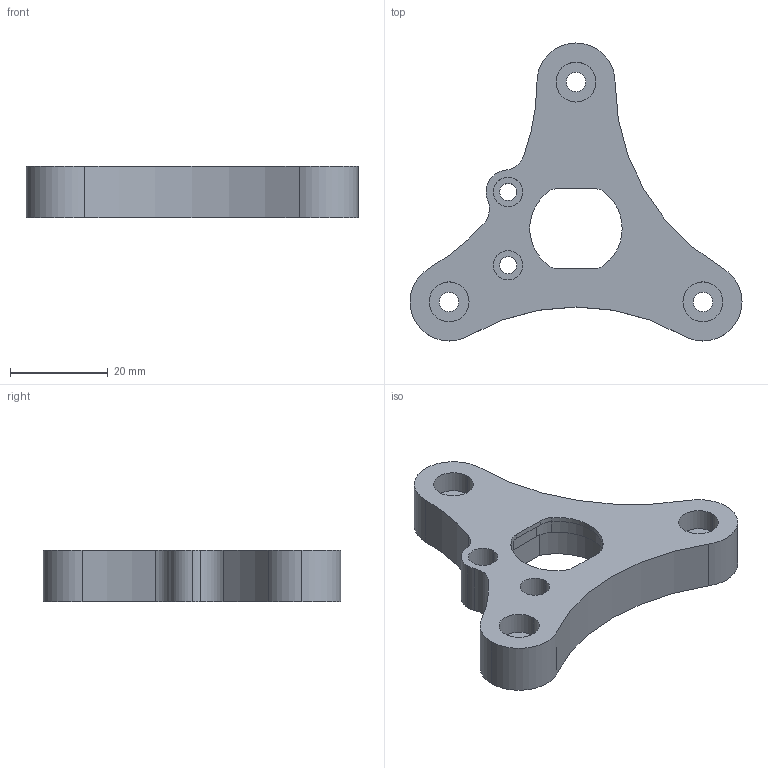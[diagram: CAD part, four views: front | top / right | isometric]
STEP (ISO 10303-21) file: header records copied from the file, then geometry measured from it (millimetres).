
FILE_DESCRIPTION (( 'STEP AP214' ), '1' );
FILE_NAME ('BIQU_H2_Plate.STEP', '2021-08-15T10:40:20', ( '' ), ( '' ), 'SwSTEP 2.0', 'SolidWorks 2020', '' );
FILE_SCHEMA (( 'AUTOMOTIVE_DESIGN' ));
Length unit declared in the file: millimetre
Products named in the file (1): BIQU_H2_Plate
Bounding box: 67.96 x 61 x 10.5 mm (x, y, z)
Volume: 13358.3 mm3; surface area: 8033.8 mm2
Topology: 1 solids, 1 shells, 96 faces, 252 edges, 168 vertices
Faces by surface type: cylinder 77, plane 19
Entity records: 3108 total; most frequent: DIRECTION 600, CARTESIAN_POINT 517, ORIENTED_EDGE 504, EDGE_CURVE 252, AXIS2_PLACEMENT_3D 251, VERTEX_POINT 168, CIRCLE 154, EDGE_LOOP 118
